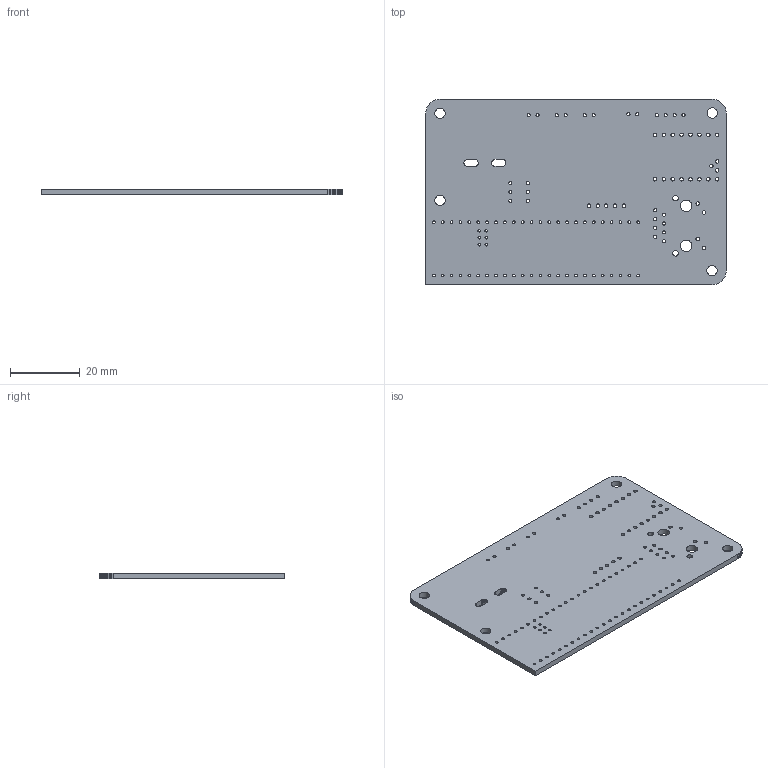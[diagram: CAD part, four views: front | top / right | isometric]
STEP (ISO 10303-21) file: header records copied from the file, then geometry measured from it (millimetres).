
FILE_DESCRIPTION(('KiCad electronic assembly'),'2;1');
FILE_NAME('FTIR_Main_Hardware.step','2023-10-21T01:48:24',('Pcbnew'),( 'Kicad'),'Open CASCADE STEP processor 7.7','KiCad to STEP converter' ,'Unknown');
FILE_SCHEMA(('AUTOMOTIVE_DESIGN { 1 0 10303 214 1 1 1 1 }'));
Length unit declared in the file: millimetre
Products named in the file (2): FTIR_Main_Hardware 1; FTIR_Main_Hardware PCB
Assembly tree (1 placements, depth 2):
  FTIR_Main_Hardware 1
    FTIR_Main_Hardware PCB
Bounding box: 85.85 x 53.09 x 1.6 mm (x, y, z)
Volume: 7069.8 mm3; surface area: 9889.6 mm2
Topology: 1 solids, 1 shells, 238 faces, 708 edges, 472 vertices
Faces by surface type: plane 122, cylinder 116
Full cylindrical faces by diameter (mm): 0.7 x6, 0.8 x48, 0.889 x6, 0.9 x20, 1.016 x19, 1.02 x9, 1.6 x2, 2.946 x4, 3.25 x2
Entity records: 18465 total; most frequent: CARTESIAN_POINT 4228, DIRECTION 2604, LINE 1660, VECTOR 1660, ORIENTED_EDGE 1416, PCURVE 1416, DEFINITIONAL_REPRESENTATION 1416, EDGE_CURVE 708
